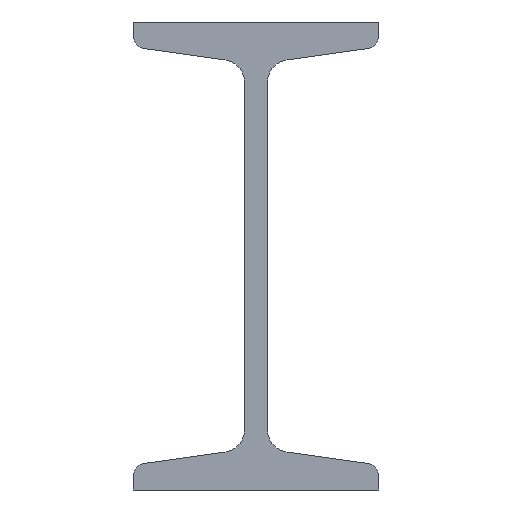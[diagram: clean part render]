
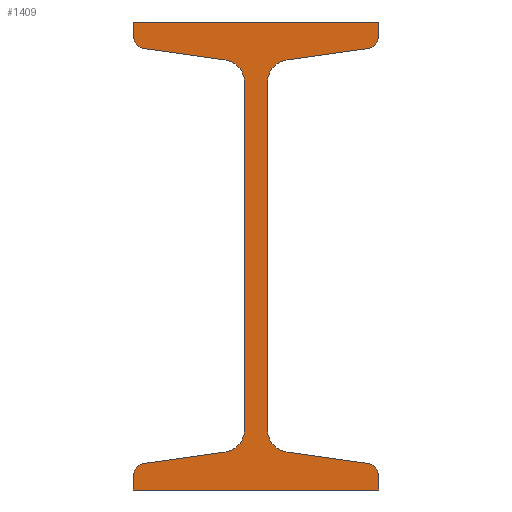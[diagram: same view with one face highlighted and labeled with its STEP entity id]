
A CAD part, front view. The second image highlights one B-rep face of the part: STEP entity #1409.
In plain terms, the highlighted planar face has unit normal (0, -1, 0).
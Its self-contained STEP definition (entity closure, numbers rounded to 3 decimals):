
#2=DIRECTION('',(0.,0.,1.));
#3=VECTOR('',#2,2.267);
#4=CARTESIAN_POINT('',(-21.,0.,-40.));
#5=LINE('',#4,#3);
#6=CARTESIAN_POINT('',(-18.7,0.,-37.733));
#7=DIRECTION('',(0.,1.,0.));
#8=DIRECTION('',(-1.,0.,0.));
#9=AXIS2_PLACEMENT_3D('',#6,#7,#8);
#11=DIRECTION('',(0.99,0.,0.139));
#12=VECTOR('',#11,13.848);
#13=CARTESIAN_POINT('',(-19.02,0.,-35.455));
#14=LINE('',#13,#12);
#15=CARTESIAN_POINT('',(-5.85,0.,-29.666));
#16=DIRECTION('',(0.,-1.,0.));
#17=DIRECTION('',(0.139,0.,-0.99));
#18=AXIS2_PLACEMENT_3D('',#15,#16,#17);
#20=DIRECTION('',(0.,0.,1.));
#21=VECTOR('',#20,59.332);
#22=CARTESIAN_POINT('',(-1.95,0.,-29.666));
#23=LINE('',#22,#21);
#24=CARTESIAN_POINT('',(-5.85,0.,29.666));
#25=DIRECTION('',(0.,-1.,0.));
#26=DIRECTION('',(1.,0.,0.));
#27=AXIS2_PLACEMENT_3D('',#24,#25,#26);
#29=DIRECTION('',(-0.99,0.,0.139));
#30=VECTOR('',#29,13.848);
#31=CARTESIAN_POINT('',(-5.307,0.,33.528));
#32=LINE('',#31,#30);
#33=CARTESIAN_POINT('',(-18.7,0.,37.733));
#34=DIRECTION('',(0.,1.,0.));
#35=DIRECTION('',(-0.139,0.,-0.99));
#36=AXIS2_PLACEMENT_3D('',#33,#34,#35);
#38=DIRECTION('',(0.,0.,1.));
#39=VECTOR('',#38,2.267);
#40=CARTESIAN_POINT('',(-21.,0.,37.733));
#41=LINE('',#40,#39);
#42=DIRECTION('',(1.,0.,0.));
#43=VECTOR('',#42,42.);
#44=CARTESIAN_POINT('',(-21.,0.,40.));
#45=LINE('',#44,#43);
#46=DIRECTION('',(0.,0.,-1.));
#47=VECTOR('',#46,2.267);
#48=CARTESIAN_POINT('',(21.,0.,40.));
#49=LINE('',#48,#47);
#50=CARTESIAN_POINT('',(18.7,0.,37.733));
#51=DIRECTION('',(0.,1.,0.));
#52=DIRECTION('',(1.,0.,0.));
#53=AXIS2_PLACEMENT_3D('',#50,#51,#52);
#55=DIRECTION('',(-0.99,0.,-0.139));
#56=VECTOR('',#55,13.848);
#57=CARTESIAN_POINT('',(19.02,0.,35.455));
#58=LINE('',#57,#56);
#59=CARTESIAN_POINT('',(5.85,0.,29.666));
#60=DIRECTION('',(0.,-1.,0.));
#61=DIRECTION('',(-0.139,0.,0.99));
#62=AXIS2_PLACEMENT_3D('',#59,#60,#61);
#64=DIRECTION('',(0.,0.,-1.));
#65=VECTOR('',#64,59.332);
#66=CARTESIAN_POINT('',(1.95,0.,29.666));
#67=LINE('',#66,#65);
#68=CARTESIAN_POINT('',(5.85,0.,-29.666));
#69=DIRECTION('',(0.,-1.,0.));
#70=DIRECTION('',(-1.,0.,0.));
#71=AXIS2_PLACEMENT_3D('',#68,#69,#70);
#73=DIRECTION('',(0.99,0.,-0.139));
#74=VECTOR('',#73,13.848);
#75=CARTESIAN_POINT('',(5.307,0.,-33.528));
#76=LINE('',#75,#74);
#77=CARTESIAN_POINT('',(18.7,0.,-37.733));
#78=DIRECTION('',(0.,1.,0.));
#79=DIRECTION('',(0.139,0.,0.99));
#80=AXIS2_PLACEMENT_3D('',#77,#78,#79);
#82=DIRECTION('',(0.,0.,-1.));
#83=VECTOR('',#82,2.267);
#84=CARTESIAN_POINT('',(21.,0.,-37.733));
#85=LINE('',#84,#83);
#86=DIRECTION('',(-1.,0.,0.));
#87=VECTOR('',#86,42.);
#88=CARTESIAN_POINT('',(21.,0.,-40.));
#89=LINE('',#88,#87);
#1026=CARTESIAN_POINT('',(-21.,0.,-40.));
#1027=CARTESIAN_POINT('',(-21.,0.,-37.733));
#1028=VERTEX_POINT('',#1026);
#1029=VERTEX_POINT('',#1027);
#1030=CARTESIAN_POINT('',(-19.02,0.,-35.455));
#1031=VERTEX_POINT('',#1030);
#1032=CARTESIAN_POINT('',(-5.307,0.,-33.528));
#1033=VERTEX_POINT('',#1032);
#1034=CARTESIAN_POINT('',(-1.95,0.,-29.666));
#1035=VERTEX_POINT('',#1034);
#1036=CARTESIAN_POINT('',(-1.95,0.,29.666));
#1037=VERTEX_POINT('',#1036);
#1038=CARTESIAN_POINT('',(-5.307,0.,33.528));
#1039=VERTEX_POINT('',#1038);
#1040=CARTESIAN_POINT('',(-19.02,0.,35.455));
#1041=VERTEX_POINT('',#1040);
#1042=CARTESIAN_POINT('',(-21.,0.,37.733));
#1043=VERTEX_POINT('',#1042);
#1044=CARTESIAN_POINT('',(-21.,0.,40.));
#1045=VERTEX_POINT('',#1044);
#1046=CARTESIAN_POINT('',(21.,0.,40.));
#1047=VERTEX_POINT('',#1046);
#1048=CARTESIAN_POINT('',(21.,0.,37.733));
#1049=VERTEX_POINT('',#1048);
#1050=CARTESIAN_POINT('',(19.02,0.,35.455));
#1051=VERTEX_POINT('',#1050);
#1052=CARTESIAN_POINT('',(5.307,0.,33.528));
#1053=VERTEX_POINT('',#1052);
#1054=CARTESIAN_POINT('',(1.95,0.,29.666));
#1055=VERTEX_POINT('',#1054);
#1056=CARTESIAN_POINT('',(1.95,0.,-29.666));
#1057=VERTEX_POINT('',#1056);
#1058=CARTESIAN_POINT('',(5.307,0.,-33.528));
#1059=VERTEX_POINT('',#1058);
#1060=CARTESIAN_POINT('',(19.02,0.,-35.455));
#1061=VERTEX_POINT('',#1060);
#1062=CARTESIAN_POINT('',(21.,0.,-37.733));
#1063=VERTEX_POINT('',#1062);
#1064=CARTESIAN_POINT('',(21.,0.,-40.));
#1065=VERTEX_POINT('',#1064);
#1362=CARTESIAN_POINT('',(0.,0.,0.));
#1363=DIRECTION('',(0.,1.,0.));
#1364=DIRECTION('',(1.,0.,0.));
#1365=AXIS2_PLACEMENT_3D('',#1362,#1363,#1364);
#1366=PLANE('',#1365);
#1368=ORIENTED_EDGE('',*,*,#1367,.T.);
#1370=ORIENTED_EDGE('',*,*,#1369,.T.);
#1372=ORIENTED_EDGE('',*,*,#1371,.T.);
#1374=ORIENTED_EDGE('',*,*,#1373,.T.);
#1376=ORIENTED_EDGE('',*,*,#1375,.T.);
#1378=ORIENTED_EDGE('',*,*,#1377,.T.);
#1380=ORIENTED_EDGE('',*,*,#1379,.T.);
#1382=ORIENTED_EDGE('',*,*,#1381,.T.);
#1384=ORIENTED_EDGE('',*,*,#1383,.T.);
#1386=ORIENTED_EDGE('',*,*,#1385,.T.);
#1388=ORIENTED_EDGE('',*,*,#1387,.T.);
#1390=ORIENTED_EDGE('',*,*,#1389,.T.);
#1392=ORIENTED_EDGE('',*,*,#1391,.T.);
#1394=ORIENTED_EDGE('',*,*,#1393,.T.);
#1396=ORIENTED_EDGE('',*,*,#1395,.T.);
#1398=ORIENTED_EDGE('',*,*,#1397,.T.);
#1400=ORIENTED_EDGE('',*,*,#1399,.T.);
#1402=ORIENTED_EDGE('',*,*,#1401,.T.);
#1404=ORIENTED_EDGE('',*,*,#1403,.T.);
#1406=ORIENTED_EDGE('',*,*,#1405,.T.);
#1407=EDGE_LOOP('',(#1368,#1370,#1372,#1374,#1376,#1378,#1380,#1382,#1384,#1386,
#1388,#1390,#1392,#1394,#1396,#1398,#1400,#1402,#1404,#1406));
#1408=FACE_OUTER_BOUND('',#1407,.F.);
#1409=ADVANCED_FACE('',(#1408),#1366,.F.);
#10=CIRCLE('',#9,2.3);
#19=CIRCLE('',#18,3.9);
#28=CIRCLE('',#27,3.9);
#37=CIRCLE('',#36,2.3);
#54=CIRCLE('',#53,2.3);
#63=CIRCLE('',#62,3.9);
#72=CIRCLE('',#71,3.9);
#81=CIRCLE('',#80,2.3);
#1367=EDGE_CURVE('',#1028,#1029,#5,.T.);
#1369=EDGE_CURVE('',#1029,#1031,#10,.T.);
#1371=EDGE_CURVE('',#1031,#1033,#14,.T.);
#1373=EDGE_CURVE('',#1033,#1035,#19,.T.);
#1375=EDGE_CURVE('',#1035,#1037,#23,.T.);
#1377=EDGE_CURVE('',#1037,#1039,#28,.T.);
#1379=EDGE_CURVE('',#1039,#1041,#32,.T.);
#1381=EDGE_CURVE('',#1041,#1043,#37,.T.);
#1383=EDGE_CURVE('',#1043,#1045,#41,.T.);
#1385=EDGE_CURVE('',#1045,#1047,#45,.T.);
#1387=EDGE_CURVE('',#1047,#1049,#49,.T.);
#1389=EDGE_CURVE('',#1049,#1051,#54,.T.);
#1391=EDGE_CURVE('',#1051,#1053,#58,.T.);
#1393=EDGE_CURVE('',#1053,#1055,#63,.T.);
#1395=EDGE_CURVE('',#1055,#1057,#67,.T.);
#1397=EDGE_CURVE('',#1057,#1059,#72,.T.);
#1399=EDGE_CURVE('',#1059,#1061,#76,.T.);
#1401=EDGE_CURVE('',#1061,#1063,#81,.T.);
#1403=EDGE_CURVE('',#1063,#1065,#85,.T.);
#1405=EDGE_CURVE('',#1065,#1028,#89,.T.);
